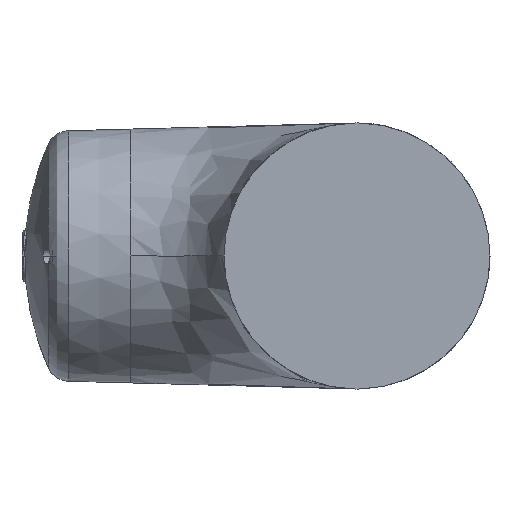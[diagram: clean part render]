
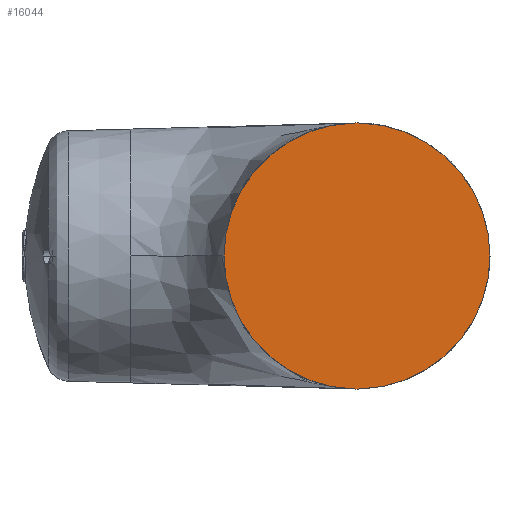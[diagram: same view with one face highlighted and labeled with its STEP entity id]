
A CAD part, left-side view. The second image highlights one B-rep face of the part: STEP entity #16044.
In plain terms, the highlighted planar face has unit normal (-1, 0, 0).
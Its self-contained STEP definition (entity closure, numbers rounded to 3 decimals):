
#127 = CARTESIAN_POINT ( 'NONE',  ( 247., -52.8, 1217. ) ) ;
#1489 = AXIS2_PLACEMENT_3D ( 'NONE', #27681, #20981, #23887 ) ;
#1552 = EDGE_CURVE ( 'NONE', #14034, #21671, #22088, .T. ) ;
#1596 = DIRECTION ( 'NONE',  ( 0., -1., 0.027 ) ) ;
#1785 = ORIENTED_EDGE ( 'NONE', *, *, #8442, .T. ) ;
#1970 = VERTEX_POINT ( 'NONE', #8111 ) ;
#1995 = CARTESIAN_POINT ( 'NONE',  ( 247., 0., 1217. ) ) ;
#2251 = VERTEX_POINT ( 'NONE', #16847 ) ;
#2811 = DIRECTION ( 'NONE',  ( 0., -1., 0. ) ) ;
#4537 = DIRECTION ( 'NONE',  ( 0., -1., -0.027 ) ) ;
#4555 = ORIENTED_EDGE ( 'NONE', *, *, #5002, .T. ) ;
#4682 = CARTESIAN_POINT ( 'NONE',  ( 247., 1.428, 1164.219 ) ) ;
#5002 = EDGE_CURVE ( 'NONE', #21671, #1970, #5105, .T. ) ;
#5105 = LINE ( 'NONE', #21916, #10825 ) ;
#5204 = EDGE_CURVE ( 'NONE', #22436, #21134, #18397, .T. ) ;
#5531 = ORIENTED_EDGE ( 'NONE', *, *, #6172, .T. ) ;
#6125 = EDGE_CURVE ( 'NONE', #30501, #14034, #28929, .T. ) ;
#6172 = EDGE_CURVE ( 'NONE', #21134, #26180, #23893, .T. ) ;
#6264 = DIRECTION ( 'NONE',  ( -1., 0., 0. ) ) ;
#7253 = PLANE ( 'NONE',  #20534 ) ;
#8111 = CARTESIAN_POINT ( 'NONE',  ( 247., 1.428, 1269.781 ) ) ;
#8442 = EDGE_CURVE ( 'NONE', #1970, #22436, #13860, .T. ) ;
#8516 = EDGE_LOOP ( 'NONE', ( #4555, #1785, #24739, #5531, #18075, #23215, #20218, #10350 ) ) ;
#9664 = AXIS2_PLACEMENT_3D ( 'NONE', #1995, #13502, #24609 ) ;
#10000 = CARTESIAN_POINT ( 'NONE',  ( 247., -1.428, 1164.219 ) ) ;
#10219 = DIRECTION ( 'NONE',  ( -1., 0., 0. ) ) ;
#10350 = ORIENTED_EDGE ( 'NONE', *, *, #1552, .T. ) ;
#10503 = CARTESIAN_POINT ( 'NONE',  ( 247., -1.428, 1269.781 ) ) ;
#10825 = VECTOR ( 'NONE', #25379, 1000. ) ;
#10886 = DIRECTION ( 'NONE',  ( -1., 0., 0. ) ) ;
#12119 = AXIS2_PLACEMENT_3D ( 'NONE', #31304, #6264, #2811 ) ;
#12547 = FACE_OUTER_BOUND ( 'NONE', #8516, .T. ) ;
#13502 = DIRECTION ( 'NONE',  ( -1., 0., 0. ) ) ;
#13860 = CIRCLE ( 'NONE', #12119, 52.8 ) ;
#14034 = VERTEX_POINT ( 'NONE', #10503 ) ;
#15604 = CARTESIAN_POINT ( 'NONE',  ( 247., 0., 1164.181 ) ) ;
#16044 = ADVANCED_FACE ( 'NONE', ( #12547 ), #7253, .T. ) ;
#16847 = CARTESIAN_POINT ( 'NONE',  ( 247., -1.428, 1164.219 ) ) ;
#18075 = ORIENTED_EDGE ( 'NONE', *, *, #19073, .T. ) ;
#18223 = CARTESIAN_POINT ( 'NONE',  ( 247., 52.8, 1217. ) ) ;
#18397 = CIRCLE ( 'NONE', #1489, 52.8 ) ;
#18920 = CARTESIAN_POINT ( 'NONE',  ( 247., 0., 1273.455 ) ) ;
#19073 = EDGE_CURVE ( 'NONE', #26180, #2251, #21313, .T. ) ;
#19348 = DIRECTION ( 'NONE',  ( 0., 1., 0.027 ) ) ;
#20218 = ORIENTED_EDGE ( 'NONE', *, *, #6125, .T. ) ;
#20534 = AXIS2_PLACEMENT_3D ( 'NONE', #18920, #10886, #30051 ) ;
#20740 = CIRCLE ( 'NONE', #9664, 52.8 ) ;
#20981 = DIRECTION ( 'NONE',  ( -1., 0., 0. ) ) ;
#21134 = VERTEX_POINT ( 'NONE', #4682 ) ;
#21168 = CARTESIAN_POINT ( 'NONE',  ( 247., 0., 1164.181 ) ) ;
#21313 = LINE ( 'NONE', #10000, #32896 ) ;
#21324 = VECTOR ( 'NONE', #4537, 1000. ) ;
#21671 = VERTEX_POINT ( 'NONE', #34232 ) ;
#21916 = CARTESIAN_POINT ( 'NONE',  ( 247., 0., 1269.819 ) ) ;
#22088 = LINE ( 'NONE', #33413, #22999 ) ;
#22436 = VERTEX_POINT ( 'NONE', #18223 ) ;
#22999 = VECTOR ( 'NONE', #19348, 1000. ) ;
#23215 = ORIENTED_EDGE ( 'NONE', *, *, #23292, .T. ) ;
#23292 = EDGE_CURVE ( 'NONE', #2251, #30501, #20740, .T. ) ;
#23887 = DIRECTION ( 'NONE',  ( 0., -1., 0. ) ) ;
#23893 = LINE ( 'NONE', #21168, #21324 ) ;
#24431 = DIRECTION ( 'NONE',  ( 0., -1., 0. ) ) ;
#24609 = DIRECTION ( 'NONE',  ( 0., -1., 0. ) ) ;
#24739 = ORIENTED_EDGE ( 'NONE', *, *, #5204, .T. ) ;
#25379 = DIRECTION ( 'NONE',  ( 0., 1., -0.027 ) ) ;
#26180 = VERTEX_POINT ( 'NONE', #15604 ) ;
#26831 = CARTESIAN_POINT ( 'NONE',  ( 247., 0., 1217. ) ) ;
#27681 = CARTESIAN_POINT ( 'NONE',  ( 247., 0., 1217. ) ) ;
#28929 = CIRCLE ( 'NONE', #31841, 52.8 ) ;
#30051 = DIRECTION ( 'NONE',  ( 0., -1., 0. ) ) ;
#30501 = VERTEX_POINT ( 'NONE', #127 ) ;
#31304 = CARTESIAN_POINT ( 'NONE',  ( 247., 0., 1217. ) ) ;
#31841 = AXIS2_PLACEMENT_3D ( 'NONE', #26831, #10219, #24431 ) ;
#32896 = VECTOR ( 'NONE', #1596, 1000. ) ;
#33413 = CARTESIAN_POINT ( 'NONE',  ( 247., -1.428, 1269.781 ) ) ;
#34232 = CARTESIAN_POINT ( 'NONE',  ( 247., 0., 1269.819 ) ) ;
